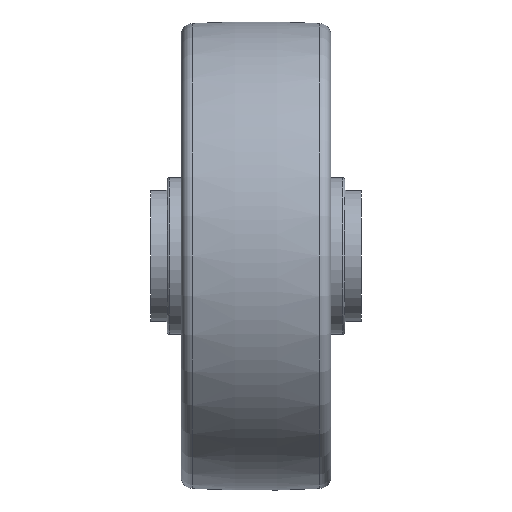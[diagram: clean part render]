
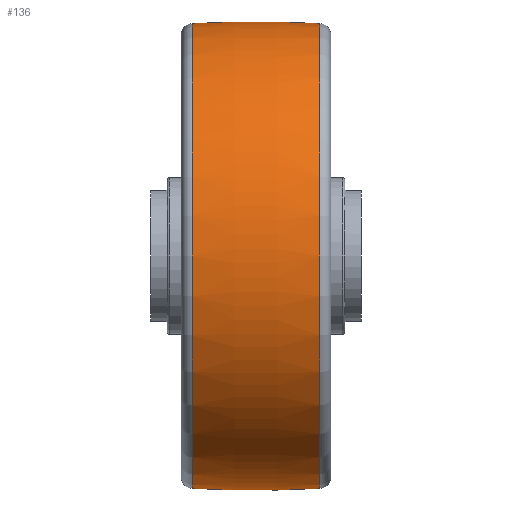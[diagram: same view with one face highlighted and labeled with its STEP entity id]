
A CAD part, left-side view. The second image highlights one B-rep face of the part: STEP entity #136.
In plain terms, the highlighted toroidal (fillet/blend) face has major radius 206.25 mm and minor radius 256.25 mm.
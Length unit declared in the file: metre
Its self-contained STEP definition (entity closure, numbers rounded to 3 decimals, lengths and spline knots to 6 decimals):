
#136=ADVANCED_FACE('1:4266',(#195),#196,.T.);
#195=FACE_OUTER_BOUND('',#308,.T.);
#196=TOROIDAL_SURFACE('',#309,-0.20625,0.25625);
#308=EDGE_LOOP('',(#445,#446,#447,#448));
#309=AXIS2_PLACEMENT_3D('',#449,#450,#451);
#445=ORIENTED_EDGE('',*,*,#770,.T.);
#446=ORIENTED_EDGE('',*,*,#778,.F.);
#447=ORIENTED_EDGE('',*,*,#772,.T.);
#448=ORIENTED_EDGE('',*,*,#776,.T.);
#449=CARTESIAN_POINT('',(0.0,0.,0.0));
#450=DIRECTION('',(0.0,1.0,0.0));
#451=DIRECTION('',(0.0,0.0,1.0));
#770=EDGE_CURVE('',#880,#872,#881,.T.);
#772=EDGE_CURVE('',#875,#882,#884,.T.);
#776=EDGE_CURVE('1:4281',#882,#880,#890,.T.);
#778=EDGE_CURVE('1:4287',#875,#872,#892,.T.);
#872=VERTEX_POINT('',#1034);
#875=VERTEX_POINT('',#1037);
#880=VERTEX_POINT('',#1042);
#881=CIRCLE('',#1043,0.25625);
#882=VERTEX_POINT('',#1044);
#884=CIRCLE('',#1046,0.25625);
#890=CIRCLE('',#1052,0.049637);
#892=CIRCLE('',#1054,0.049637);
#1034=CARTESIAN_POINT('',(0.0,0.013633,0.049637));
#1037=CARTESIAN_POINT('',(0.,0.013633,-0.049637));
#1042=CARTESIAN_POINT('',(0.0,-0.013633,0.049637));
#1043=AXIS2_PLACEMENT_3D('',#1226,#1227,#1228);
#1044=CARTESIAN_POINT('',(0.,-0.013633,-0.049637));
#1046=AXIS2_PLACEMENT_3D('',#1232,#1233,#1234);
#1052=AXIS2_PLACEMENT_3D('',#1244,#1245,#1246);
#1054=AXIS2_PLACEMENT_3D('',#1250,#1251,#1252);
#1226=CARTESIAN_POINT('',(0.,0.,-0.20625));
#1227=DIRECTION('',(-1.0,0.0,0.));
#1228=DIRECTION('',(0.,-0.0,1.0));
#1232=CARTESIAN_POINT('',(0.,0.,0.20625));
#1233=DIRECTION('',(-1.0,0.0,0.));
#1234=DIRECTION('',(0.,0.0,-1.0));
#1244=CARTESIAN_POINT('',(0.0,-0.013633,0.0));
#1245=DIRECTION('',(0.0,1.0,0.0));
#1246=DIRECTION('',(0.0,0.0,1.0));
#1250=CARTESIAN_POINT('',(0.0,0.013633,0.0));
#1251=DIRECTION('',(0.0,1.0,0.0));
#1252=DIRECTION('',(0.0,0.0,1.0));
